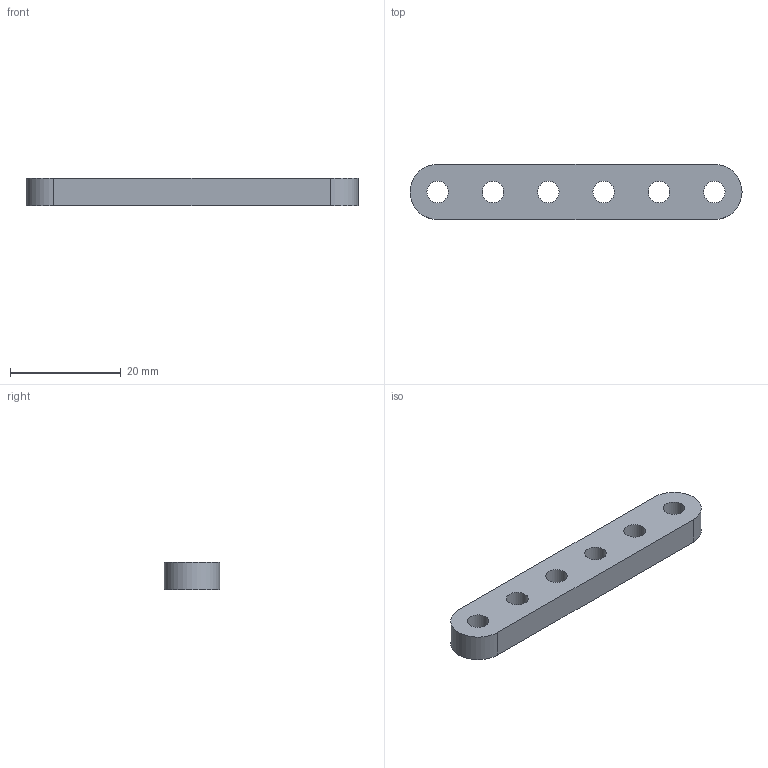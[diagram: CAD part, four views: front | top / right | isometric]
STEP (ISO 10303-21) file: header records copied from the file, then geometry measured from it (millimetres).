
FILE_DESCRIPTION(('Open CASCADE Model'),'2;1');
FILE_NAME('Open CASCADE Shape Model','2025-02-28T19:49:35',('Author'),( 'Open CASCADE'),'Open CASCADE STEP processor 7.8','Open CASCADE 7.8' ,'Unknown');
FILE_SCHEMA(('AUTOMOTIVE_DESIGN { 1 0 10303 214 1 1 1 1 }'));
Length unit declared in the file: millimetre
Products named in the file (1): Open CASCADE STEP translator 7.8 19
Bounding box: 60 x 10 x 5 mm (x, y, z)
Volume: 2534.3 mm3; surface area: 2038.4 mm2
Topology: 1 solids, 1 shells, 12 faces, 30 edges, 20 vertices
Faces by surface type: cylinder 8, plane 4
Full cylindrical faces by diameter (mm): 3.9 x6
Entity records: 794 total; most frequent: DIRECTION 132, CARTESIAN_POINT 123, ORIENTED_EDGE 60, PCURVE 60, DEFINITIONAL_REPRESENTATION 60, LINE 58, VECTOR 58, CIRCLE 32
